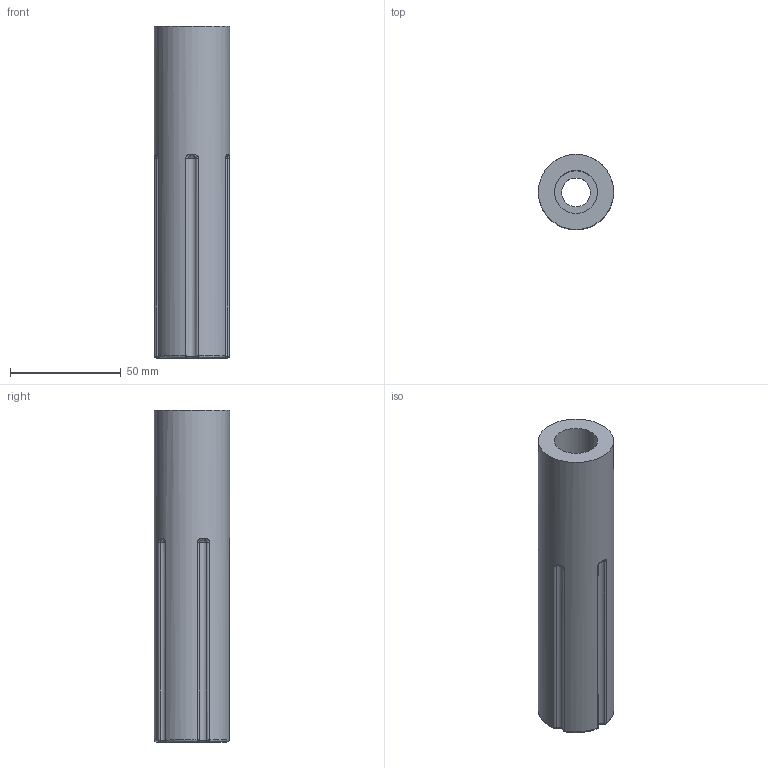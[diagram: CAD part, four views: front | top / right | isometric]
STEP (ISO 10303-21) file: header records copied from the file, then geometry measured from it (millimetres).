
FILE_DESCRIPTION(/* description */ (''),/* implementation_level */ '2;1');
FILE_NAME(/* name */ 'MockSup v2.stp',/* time_stamp */ '2025-09-12T00:18:07+02:00',/* author */ (''),/* organization */ (''),/* preprocessor_version */ 'ST-DEVELOPER v20.1',/* originating_system */ 'Autodesk Translation Framework v14.10.0.0',/* authorisation */ '');
FILE_SCHEMA (('AUTOMOTIVE_DESIGN { 1 0 10303 214 3 1 1 }'));
Length unit declared in the file: millimetre
Products named in the file (1): MockSup
Bounding box: 34 x 34 x 150 mm (x, y, z)
Volume: 63487.7 mm3; surface area: 50666.5 mm2
Topology: 1 solids, 3 shells, 103 faces, 228 edges, 127 vertices
Faces by surface type: bspline 30, cylinder 27, torus 25, plane 21
Full cylindrical faces by diameter (mm): 3.6 x5, 13 x1, 19.5 x1, 34 x1
Entity records: 3739 total; most frequent: CARTESIAN_POINT 1619, ORIENTED_EDGE 436, DIRECTION 420, EDGE_CURVE 218, AXIS2_PLACEMENT_3D 188, VERTEX_POINT 127, CIRCLE 114, EDGE_LOOP 111
